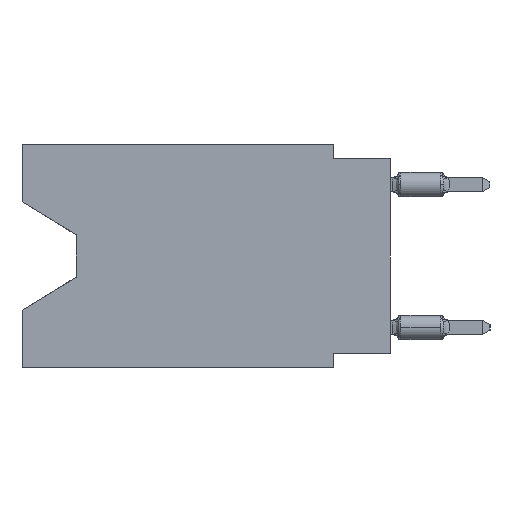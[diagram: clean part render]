
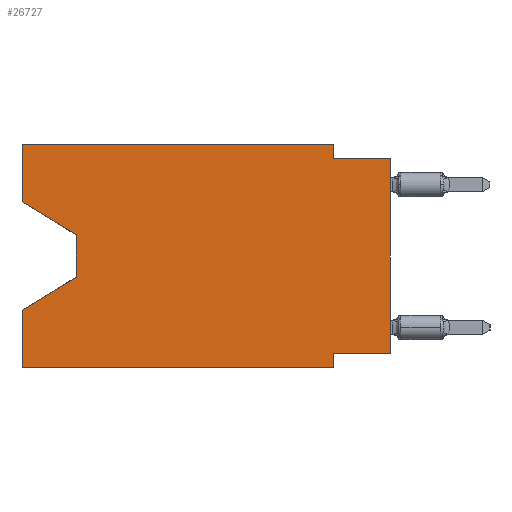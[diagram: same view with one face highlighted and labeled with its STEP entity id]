
A CAD part, left-side view. The second image highlights one B-rep face of the part: STEP entity #26727.
In plain terms, the highlighted planar face has unit normal (-1, 0, 0).
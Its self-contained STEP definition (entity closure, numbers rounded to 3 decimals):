
#171 = LINE ( 'NONE', #3588, #21586 ) ;
#208 = ORIENTED_EDGE ( 'NONE', *, *, #18894, .T. ) ;
#282 = CARTESIAN_POINT ( 'NONE',  ( 0., 16.383, 0. ) ) ;
#441 = DIRECTION ( 'NONE',  ( 0., -1., 0. ) ) ;
#1371 = EDGE_CURVE ( 'NONE', #28097, #13818, #13255, .T. ) ;
#1477 = VECTOR ( 'NONE', #12206, 1000. ) ;
#1919 = ORIENTED_EDGE ( 'NONE', *, *, #17523, .T. ) ;
#1993 = LINE ( 'NONE', #29202, #9819 ) ;
#2747 = EDGE_CURVE ( 'NONE', #34933, #27632, #34952, .T. ) ;
#2916 = CARTESIAN_POINT ( 'NONE',  ( 0., 2.54, -9.271 ) ) ;
#3578 = EDGE_CURVE ( 'NONE', #14846, #15616, #26420, .T. ) ;
#3588 = CARTESIAN_POINT ( 'NONE',  ( 0., 13.97, -5.893 ) ) ;
#3788 = VECTOR ( 'NONE', #9478, 1000. ) ;
#3970 = EDGE_CURVE ( 'NONE', #17337, #14846, #15522, .T. ) ;
#4556 = ORIENTED_EDGE ( 'NONE', *, *, #29816, .F. ) ;
#4707 = CARTESIAN_POINT ( 'NONE',  ( 0., 0., -9.271 ) ) ;
#5484 = LINE ( 'NONE', #7658, #7351 ) ;
#5521 = DIRECTION ( 'NONE',  ( 0., 0., -1. ) ) ;
#6547 = VECTOR ( 'NONE', #21354, 1000. ) ;
#6870 = CARTESIAN_POINT ( 'NONE',  ( 0., 16.383, -7.36 ) ) ;
#7010 = ORIENTED_EDGE ( 'NONE', *, *, #34156, .F. ) ;
#7078 = CARTESIAN_POINT ( 'NONE',  ( 0., 13.97, -5.893 ) ) ;
#7121 = CARTESIAN_POINT ( 'NONE',  ( 0., 0., -0.635 ) ) ;
#7351 = VECTOR ( 'NONE', #32687, 1000. ) ;
#7658 = CARTESIAN_POINT ( 'NONE',  ( 0., 2.54, -9.906 ) ) ;
#7713 = EDGE_CURVE ( 'NONE', #27632, #13818, #5484, .T. ) ;
#9478 = DIRECTION ( 'NONE',  ( 0., -1., 0. ) ) ;
#9494 = CARTESIAN_POINT ( 'NONE',  ( 0., 16.383, -9.906 ) ) ;
#9819 = VECTOR ( 'NONE', #23800, 1000. ) ;
#10706 = CARTESIAN_POINT ( 'NONE',  ( 0., 16.383, 0. ) ) ;
#11091 = LINE ( 'NONE', #282, #34518 ) ;
#11730 = LINE ( 'NONE', #10706, #25890 ) ;
#12045 = CARTESIAN_POINT ( 'NONE',  ( 0., 2.54, -9.906 ) ) ;
#12175 = LINE ( 'NONE', #7121, #3788 ) ;
#12206 = DIRECTION ( 'NONE',  ( 0., 0., -1. ) ) ;
#12210 = CARTESIAN_POINT ( 'NONE',  ( 0., 2.54, 0. ) ) ;
#12837 = LINE ( 'NONE', #27231, #29076 ) ;
#13255 = LINE ( 'NONE', #35038, #6547 ) ;
#13818 = VERTEX_POINT ( 'NONE', #12045 ) ;
#13857 = DIRECTION ( 'NONE',  ( 0., 0.855, -0.519 ) ) ;
#13868 = VERTEX_POINT ( 'NONE', #31327 ) ;
#13873 = CARTESIAN_POINT ( 'NONE',  ( 0., 16.383, 0. ) ) ;
#14195 = AXIS2_PLACEMENT_3D ( 'NONE', #19575, #19217, #5521 ) ;
#14395 = ORIENTED_EDGE ( 'NONE', *, *, #34838, .F. ) ;
#14723 = CARTESIAN_POINT ( 'NONE',  ( 0., 13.97, -4.013 ) ) ;
#14846 = VERTEX_POINT ( 'NONE', #34402 ) ;
#14991 = DIRECTION ( 'NONE',  ( 0., 1., 0. ) ) ;
#15522 = LINE ( 'NONE', #21265, #27391 ) ;
#15538 = DIRECTION ( 'NONE',  ( 0., 0., 1. ) ) ;
#15616 = VERTEX_POINT ( 'NONE', #7078 ) ;
#17022 = LINE ( 'NONE', #35556, #33796 ) ;
#17337 = VERTEX_POINT ( 'NONE', #24672 ) ;
#17523 = EDGE_CURVE ( 'NONE', #15616, #27670, #171, .T. ) ;
#18201 = EDGE_CURVE ( 'NONE', #13868, #25201, #12175, .T. ) ;
#18378 = ORIENTED_EDGE ( 'NONE', *, *, #32266, .F. ) ;
#18894 = EDGE_CURVE ( 'NONE', #34933, #25201, #12837, .T. ) ;
#19217 = DIRECTION ( 'NONE',  ( 1., 0., 0. ) ) ;
#19575 = CARTESIAN_POINT ( 'NONE',  ( 0., 16.383, 0. ) ) ;
#20122 = ORIENTED_EDGE ( 'NONE', *, *, #2747, .F. ) ;
#20235 = ORIENTED_EDGE ( 'NONE', *, *, #7713, .F. ) ;
#21087 = CARTESIAN_POINT ( 'NONE',  ( 0., 0., -9.271 ) ) ;
#21265 = CARTESIAN_POINT ( 'NONE',  ( 0., 16.383, -2.546 ) ) ;
#21354 = DIRECTION ( 'NONE',  ( 0., -1., 0. ) ) ;
#21586 = VECTOR ( 'NONE', #13857, 1000. ) ;
#22021 = EDGE_LOOP ( 'NONE', ( #24733, #34623, #1919, #4556, #32862, #20235, #20122, #208, #33396, #14395, #18378, #7010 ) ) ;
#22095 = PLANE ( 'NONE',  #14195 ) ;
#22275 = FACE_OUTER_BOUND ( 'NONE', #22021, .T. ) ;
#22474 = CARTESIAN_POINT ( 'NONE',  ( 0., 0., -0.635 ) ) ;
#22716 = DIRECTION ( 'NONE',  ( 0., 0., 1. ) ) ;
#23800 = DIRECTION ( 'NONE',  ( 0., 0., -1. ) ) ;
#24672 = CARTESIAN_POINT ( 'NONE',  ( 0., 16.383, -2.546 ) ) ;
#24733 = ORIENTED_EDGE ( 'NONE', *, *, #3970, .T. ) ;
#25172 = VERTEX_POINT ( 'NONE', #12210 ) ;
#25201 = VERTEX_POINT ( 'NONE', #22474 ) ;
#25890 = VECTOR ( 'NONE', #22716, 1000. ) ;
#26420 = LINE ( 'NONE', #14723, #1477 ) ;
#26727 = ADVANCED_FACE ( 'NONE', ( #22275 ), #22095, .F. ) ;
#26762 = VECTOR ( 'NONE', #14991, 1000. ) ;
#27231 = CARTESIAN_POINT ( 'NONE',  ( 0., 0., 0. ) ) ;
#27299 = DIRECTION ( 'NONE',  ( 0., 0., 1. ) ) ;
#27391 = VECTOR ( 'NONE', #32258, 1000. ) ;
#27632 = VERTEX_POINT ( 'NONE', #2916 ) ;
#27670 = VERTEX_POINT ( 'NONE', #6870 ) ;
#28097 = VERTEX_POINT ( 'NONE', #9494 ) ;
#29076 = VECTOR ( 'NONE', #15538, 1000. ) ;
#29202 = CARTESIAN_POINT ( 'NONE',  ( 0., 2.54, 0. ) ) ;
#29816 = EDGE_CURVE ( 'NONE', #28097, #27670, #11730, .T. ) ;
#31327 = CARTESIAN_POINT ( 'NONE',  ( 0., 2.54, -0.635 ) ) ;
#32258 = DIRECTION ( 'NONE',  ( 0., -0.855, -0.519 ) ) ;
#32266 = EDGE_CURVE ( 'NONE', #33874, #25172, #17022, .T. ) ;
#32687 = DIRECTION ( 'NONE',  ( 0., 0., -1. ) ) ;
#32862 = ORIENTED_EDGE ( 'NONE', *, *, #1371, .T. ) ;
#33396 = ORIENTED_EDGE ( 'NONE', *, *, #18201, .F. ) ;
#33796 = VECTOR ( 'NONE', #441, 1000. ) ;
#33874 = VERTEX_POINT ( 'NONE', #13873 ) ;
#34156 = EDGE_CURVE ( 'NONE', #17337, #33874, #11091, .T. ) ;
#34402 = CARTESIAN_POINT ( 'NONE',  ( 0., 13.97, -4.013 ) ) ;
#34518 = VECTOR ( 'NONE', #27299, 1000. ) ;
#34623 = ORIENTED_EDGE ( 'NONE', *, *, #3578, .T. ) ;
#34838 = EDGE_CURVE ( 'NONE', #25172, #13868, #1993, .T. ) ;
#34933 = VERTEX_POINT ( 'NONE', #21087 ) ;
#34952 = LINE ( 'NONE', #4707, #26762 ) ;
#35038 = CARTESIAN_POINT ( 'NONE',  ( 0., 16.383, -9.906 ) ) ;
#35556 = CARTESIAN_POINT ( 'NONE',  ( 0., 16.383, 0. ) ) ;
